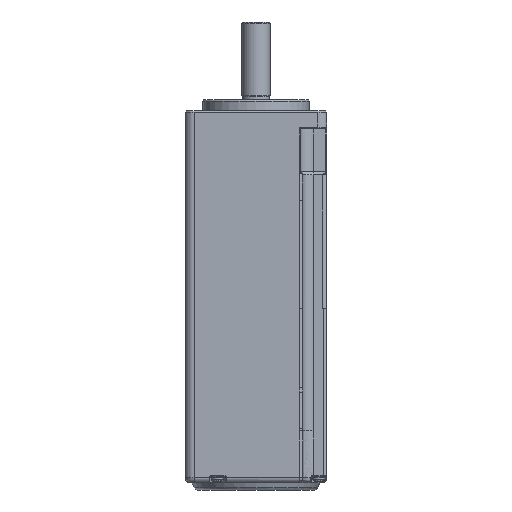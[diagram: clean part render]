
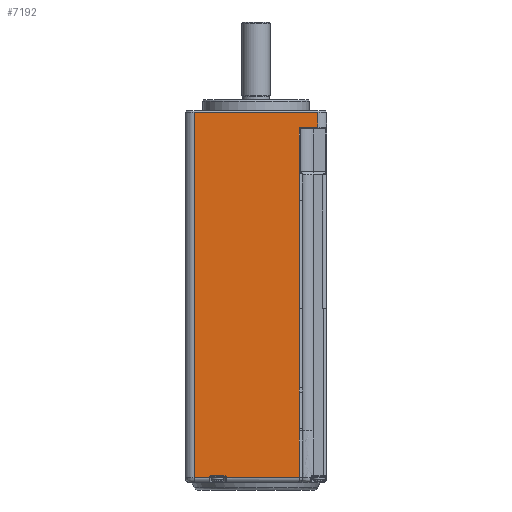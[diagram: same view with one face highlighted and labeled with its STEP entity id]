
A CAD part, front view. The second image highlights one B-rep face of the part: STEP entity #7192.
In plain terms, the highlighted planar face has unit normal (0, -1, 0).
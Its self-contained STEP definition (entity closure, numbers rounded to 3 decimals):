
#27=CARTESIAN_POINT('',(12.163,-20.,-25.3));
#28=VERTEX_POINT('',#27);
#60=CARTESIAN_POINT('',(12.163,-20.,-17.033));
#61=VERTEX_POINT('',#60);
#71=CARTESIAN_POINT('',(12.163,-20.,-17.033));
#72=DIRECTION('',(0.,0.,-1.));
#73=VECTOR('',#72,8.267);
#74=LINE('',#71,#73);
#75=EDGE_CURVE('',#61,#28,#74,.T.);
#308=CARTESIAN_POINT('',(12.16,-20.,-16.973));
#309=VERTEX_POINT('',#308);
#317=CARTESIAN_POINT('',(12.76,-20.,-16.973));
#318=DIRECTION('',(-1.,0.,0.));
#319=DIRECTION('',(0.,-1.,0.));
#320=AXIS2_PLACEMENT_3D('',#317,#319,#318);
#321=CIRCLE('',#320,0.6);
#322=EDGE_CURVE('',#309,#61,#321,.T.);
#342=CARTESIAN_POINT('',(12.16,-20.,-5.1));
#343=VERTEX_POINT('',#342);
#351=CARTESIAN_POINT('',(12.16,-20.,-5.1));
#352=DIRECTION('',(0.,0.,-1.));
#353=VECTOR('',#352,11.873);
#354=LINE('',#351,#353);
#355=EDGE_CURVE('',#343,#309,#354,.T.);
#375=CARTESIAN_POINT('',(12.66,-20.,-4.6));
#376=VERTEX_POINT('',#375);
#384=CARTESIAN_POINT('',(12.66,-20.,-5.1));
#385=DIRECTION('',(0.,0.,1.));
#386=DIRECTION('',(0.,-1.,-0.));
#387=AXIS2_PLACEMENT_3D('',#384,#386,#385);
#388=CIRCLE('',#387,0.5);
#389=EDGE_CURVE('',#376,#343,#388,.T.);
#409=CARTESIAN_POINT('',(17.5,-20.,-4.6));
#410=VERTEX_POINT('',#409);
#418=CARTESIAN_POINT('',(17.5,-20.,-4.6));
#419=DIRECTION('',(-1.,0.,0.));
#420=VECTOR('',#419,4.84);
#421=LINE('',#418,#420);
#422=EDGE_CURVE('',#410,#376,#421,.T.);
#442=CARTESIAN_POINT('',(17.5,-20.,-0.4));
#443=VERTEX_POINT('',#442);
#451=CARTESIAN_POINT('',(17.5,-20.,-0.4));
#452=DIRECTION('',(0.,0.,-1.));
#453=VECTOR('',#452,4.2);
#454=LINE('',#451,#453);
#455=EDGE_CURVE('',#443,#410,#454,.T.);
#474=CARTESIAN_POINT('',(-17.5,-20.,-0.4));
#475=VERTEX_POINT('',#474);
#482=CARTESIAN_POINT('',(-17.5,-20.,-0.4));
#483=DIRECTION('',(1.,0.,0.));
#484=VECTOR('',#483,35.);
#485=LINE('',#482,#484);
#486=EDGE_CURVE('',#475,#443,#485,.T.);
#6919=CARTESIAN_POINT('',(-17.5,-20.,-103.5));
#6920=VERTEX_POINT('',#6919);
#6928=CARTESIAN_POINT('',(-17.5,-20.,-103.5));
#6929=DIRECTION('',(0.,0.,1.));
#6930=VECTOR('',#6929,103.1);
#6931=LINE('',#6928,#6930);
#6932=EDGE_CURVE('',#6920,#475,#6931,.T.);
#7034=CARTESIAN_POINT('',(12.161,-20.,-55.8));
#7035=VERTEX_POINT('',#7034);
#7036=CARTESIAN_POINT('',(12.26,-20.,-55.8));
#7037=VERTEX_POINT('',#7036);
#7038=CARTESIAN_POINT('',(12.161,-18.9,-55.8));
#7039=DIRECTION('',(0.,-1.,0.));
#7040=DIRECTION('',(0.,0.,1.));
#7041=AXIS2_PLACEMENT_3D('',#7038,#7040,#7039);
#7042=CIRCLE('',#7041,1.105);
#7043=EDGE_CURVE('',#7035,#7037,#7042,.T.);
#7070=CARTESIAN_POINT('',(12.161,-20.,-55.8));
#7071=DIRECTION('',(0.,0.,1.));
#7072=VECTOR('',#7071,30.5);
#7073=LINE('',#7070,#7072);
#7074=EDGE_CURVE('',#7035,#28,#7073,.T.);
#7079=CARTESIAN_POINT('',(-0.075,-20.,-51.994));
#7080=DIRECTION('',(0.,0.,1.));
#7081=DIRECTION('',(-0.,-1.,0.));
#7082=AXIS2_PLACEMENT_3D('',#7079,#7081,#7080);
#7083=PLANE('',#7082);
#7084=CARTESIAN_POINT('',(-13.25,-20.,-103.5));
#7085=VERTEX_POINT('',#7084);
#7086=CARTESIAN_POINT('',(-17.5,-20.,-103.5));
#7087=DIRECTION('',(1.,0.,0.));
#7088=VECTOR('',#7087,4.25);
#7089=LINE('',#7086,#7088);
#7090=EDGE_CURVE('',#6920,#7085,#7089,.T.);
#7091=ORIENTED_EDGE('',*,*,#7090,.T.);
#7092=CARTESIAN_POINT('',(-13.25,-20.,-103.4));
#7093=VERTEX_POINT('',#7092);
#7094=CARTESIAN_POINT('',(-13.25,-20.,-103.5));
#7095=DIRECTION('',(0.,0.,1.));
#7096=VECTOR('',#7095,0.1);
#7097=LINE('',#7094,#7096);
#7098=EDGE_CURVE('',#7085,#7093,#7097,.T.);
#7099=ORIENTED_EDGE('',*,*,#7098,.T.);
#7100=CARTESIAN_POINT('',(-12.85,-20.,-103.));
#7101=VERTEX_POINT('',#7100);
#7102=CARTESIAN_POINT('',(-12.85,-20.,-103.4));
#7103=DIRECTION('',(-1.,0.,0.));
#7104=DIRECTION('',(-0.,1.,0.));
#7105=AXIS2_PLACEMENT_3D('',#7102,#7104,#7103);
#7106=CIRCLE('',#7105,0.4);
#7107=EDGE_CURVE('',#7093,#7101,#7106,.T.);
#7108=ORIENTED_EDGE('',*,*,#7107,.T.);
#7109=CARTESIAN_POINT('',(-8.75,-20.,-103.));
#7110=VERTEX_POINT('',#7109);
#7111=CARTESIAN_POINT('',(-12.85,-20.,-103.));
#7112=DIRECTION('',(1.,0.,0.));
#7113=VECTOR('',#7112,4.1);
#7114=LINE('',#7111,#7113);
#7115=EDGE_CURVE('',#7101,#7110,#7114,.T.);
#7116=ORIENTED_EDGE('',*,*,#7115,.T.);
#7117=CARTESIAN_POINT('',(-8.35,-20.,-103.4));
#7118=VERTEX_POINT('',#7117);
#7119=CARTESIAN_POINT('',(-8.75,-20.,-103.4));
#7120=DIRECTION('',(0.,0.,1.));
#7121=DIRECTION('',(0.,1.,0.));
#7122=AXIS2_PLACEMENT_3D('',#7119,#7121,#7120);
#7123=CIRCLE('',#7122,0.4);
#7124=EDGE_CURVE('',#7110,#7118,#7123,.T.);
#7125=ORIENTED_EDGE('',*,*,#7124,.T.);
#7126=CARTESIAN_POINT('',(-8.35,-20.,-103.5));
#7127=VERTEX_POINT('',#7126);
#7128=CARTESIAN_POINT('',(-8.35,-20.,-103.4));
#7129=DIRECTION('',(0.,0.,-1.));
#7130=VECTOR('',#7129,0.1);
#7131=LINE('',#7128,#7130);
#7132=EDGE_CURVE('',#7118,#7127,#7131,.T.);
#7133=ORIENTED_EDGE('',*,*,#7132,.T.);
#7134=CARTESIAN_POINT('',(12.26,-20.,-103.5));
#7135=VERTEX_POINT('',#7134);
#7136=CARTESIAN_POINT('',(-8.35,-20.,-103.5));
#7137=DIRECTION('',(1.,0.,0.));
#7138=VECTOR('',#7137,20.61);
#7139=LINE('',#7136,#7138);
#7140=EDGE_CURVE('',#7127,#7135,#7139,.T.);
#7141=ORIENTED_EDGE('',*,*,#7140,.T.);
#7142=CARTESIAN_POINT('',(12.26,-20.,-90.3));
#7143=VERTEX_POINT('',#7142);
#7144=CARTESIAN_POINT('',(12.26,-20.,-103.5));
#7145=DIRECTION('',(0.,0.,1.));
#7146=VECTOR('',#7145,13.2);
#7147=LINE('',#7144,#7146);
#7148=EDGE_CURVE('',#7135,#7143,#7147,.T.);
#7149=ORIENTED_EDGE('',*,*,#7148,.T.);
#7150=CARTESIAN_POINT('',(12.26,-20.,-89.7));
#7151=VERTEX_POINT('',#7150);
#7152=CARTESIAN_POINT('',(12.26,-20.,-90.3));
#7153=DIRECTION('',(0.,0.,1.));
#7154=VECTOR('',#7153,0.6);
#7155=LINE('',#7152,#7154);
#7156=EDGE_CURVE('',#7143,#7151,#7155,.T.);
#7157=ORIENTED_EDGE('',*,*,#7156,.T.);
#7158=CARTESIAN_POINT('',(12.26,-20.,-79.375));
#7159=VERTEX_POINT('',#7158);
#7160=CARTESIAN_POINT('',(12.26,-20.,-79.375));
#7161=DIRECTION('',(0.,0.,-1.));
#7162=VECTOR('',#7161,10.325);
#7163=LINE('',#7160,#7162);
#7164=EDGE_CURVE('',#7159,#7151,#7163,.T.);
#7165=ORIENTED_EDGE('',*,*,#7164,.F.);
#7166=CARTESIAN_POINT('',(12.26,-20.,-78.123));
#7167=VERTEX_POINT('',#7166);
#7168=CARTESIAN_POINT('',(12.26,-20.,-78.123));
#7169=DIRECTION('',(0.,0.,-1.));
#7170=VECTOR('',#7169,1.252);
#7171=LINE('',#7168,#7170);
#7172=EDGE_CURVE('',#7167,#7159,#7171,.T.);
#7173=ORIENTED_EDGE('',*,*,#7172,.F.);
#7174=CARTESIAN_POINT('',(12.26,-20.,-55.8));
#7175=DIRECTION('',(0.,0.,-1.));
#7176=VECTOR('',#7175,22.323);
#7177=LINE('',#7174,#7176);
#7178=EDGE_CURVE('',#7037,#7167,#7177,.T.);
#7179=ORIENTED_EDGE('',*,*,#7178,.F.);
#7180=ORIENTED_EDGE('',*,*,#7043,.F.);
#7181=ORIENTED_EDGE('',*,*,#7074,.T.);
#7182=ORIENTED_EDGE('',*,*,#75,.F.);
#7183=ORIENTED_EDGE('',*,*,#322,.F.);
#7184=ORIENTED_EDGE('',*,*,#355,.F.);
#7185=ORIENTED_EDGE('',*,*,#389,.F.);
#7186=ORIENTED_EDGE('',*,*,#422,.F.);
#7187=ORIENTED_EDGE('',*,*,#455,.F.);
#7188=ORIENTED_EDGE('',*,*,#486,.F.);
#7189=ORIENTED_EDGE('',*,*,#6932,.F.);
#7190=EDGE_LOOP('',(#7091,#7099,#7108,#7116,#7125,#7133,#7141,#7149,#7157,#7165,#7173,#7179,#7180,#7181,#7182,#7183,#7184,#7185,#7186,#7187,#7188,#7189));
#7191=FACE_OUTER_BOUND('',#7190,.T.);
#7192=ADVANCED_FACE('',(#7191),#7083,.T.);
